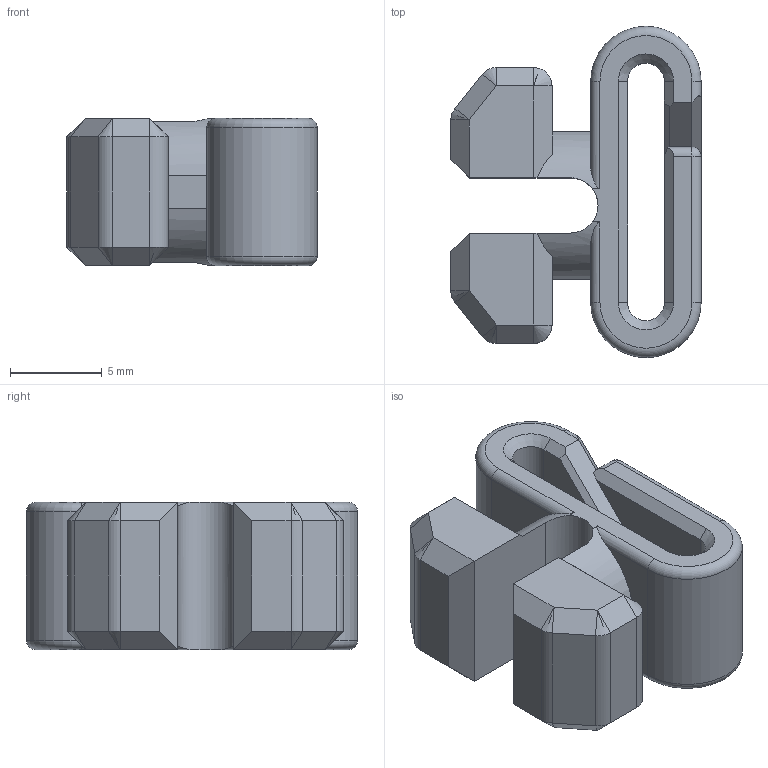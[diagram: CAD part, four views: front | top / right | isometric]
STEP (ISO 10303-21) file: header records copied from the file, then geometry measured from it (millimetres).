
FILE_DESCRIPTION(/* description */ (''),/* implementation_level */ '2;1');
FILE_NAME(/* name */ 'cable_lock_x8.step',/* time_stamp */ '2020-09-13T15:28:28+07:00',/* author */ (''),/* organization */ (''),/* preprocessor_version */ 'ST-DEVELOPER v18.1',/* originating_system */ 'Autodesk Translation Framework v9.3.0.1241',/* authorisation */ '');
FILE_SCHEMA (('AUTOMOTIVE_DESIGN { 1 0 10303 214 3 1 1 }'));
Length unit declared in the file: millimetre
Products named in the file (1): Cable_Lock
Bounding box: 13.6 x 18 x 8 mm (x, y, z)
Volume: 1047.7 mm3; surface area: 1115.6 mm2
Topology: 1 solids, 1 shells, 103 faces, 251 edges, 136 vertices
Faces by surface type: plane 55, cylinder 25, cone 17, torus 4, sphere 2
Entity records: 2914 total; most frequent: CARTESIAN_POINT 543, DIRECTION 499, ORIENTED_EDGE 474, EDGE_CURVE 237, AXIS2_PLACEMENT_3D 167, LINE 165, VECTOR 165, VERTEX_POINT 136
